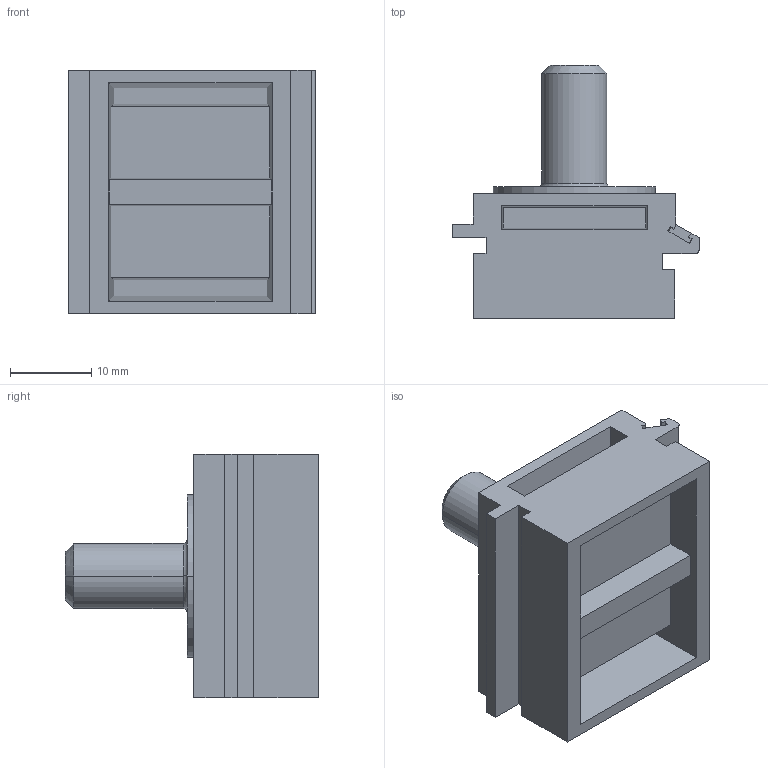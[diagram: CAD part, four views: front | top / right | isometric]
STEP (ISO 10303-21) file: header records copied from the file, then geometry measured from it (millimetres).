
FILE_DESCRIPTION((''),'2;1');
FILE_NAME('00115293837','2019-11-29T',('presta_be4'),(''),'CREO PARAMETRIC BY PTC INC, 2018360','CREO PARAMETRIC BY PTC INC, 2018360','');
FILE_SCHEMA(('CONFIG_CONTROL_DESIGN'));
Length unit declared in the file: millimetre
Products named in the file (1): 00115293837
Bounding box: 30.4 x 31.21 x 30 mm (x, y, z)
Volume: 9869.6 mm3; surface area: 5217.9 mm2
Topology: 1 solids, 1 shells, 60 faces, 155 edges, 102 vertices
Faces by surface type: plane 51, cylinder 5, torus 2, cone 2
Entity records: 1841 total; most frequent: CARTESIAN_POINT 317, ORIENTED_EDGE 310, DIRECTION 291, EDGE_CURVE 155, VECTOR 139, LINE 139, VERTEX_POINT 102, AXIS2_PLACEMENT_3D 76
